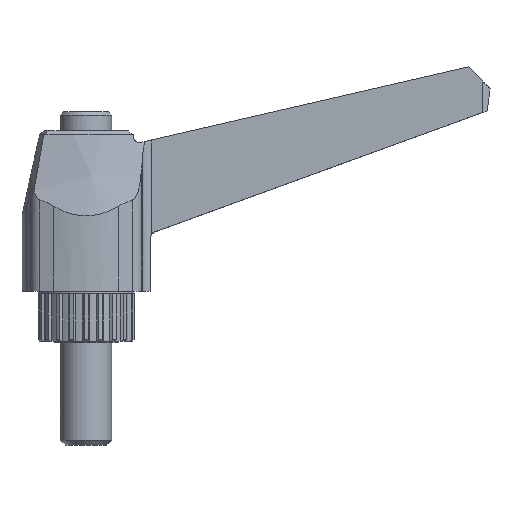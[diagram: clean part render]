
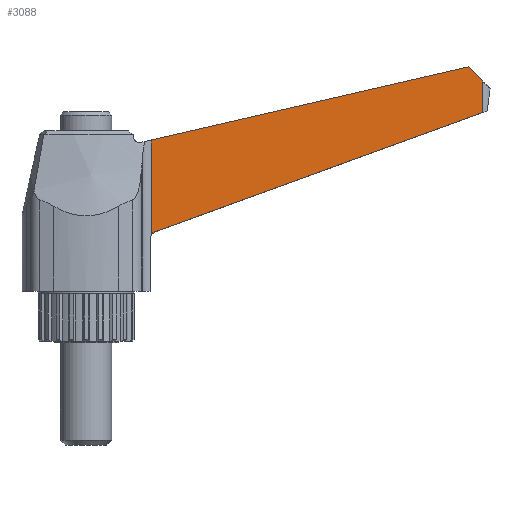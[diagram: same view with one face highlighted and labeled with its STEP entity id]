
A CAD part, top view. The second image highlights one B-rep face of the part: STEP entity #3088.
In plain terms, the highlighted planar face has unit normal (0.035, 0, 0.999).
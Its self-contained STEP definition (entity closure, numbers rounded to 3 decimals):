
#19=ELLIPSE('',#3403,1.201,1.2);
#406=LINE('',#5305,#647);
#411=LINE('',#5390,#652);
#413=LINE('',#5397,#654);
#414=LINE('',#5399,#655);
#415=LINE('',#5400,#656);
#647=VECTOR('',#4181,50.801);
#652=VECTOR('',#4200,14.809);
#654=VECTOR('',#4208,54.369);
#655=VECTOR('',#4209,4.92);
#656=VECTOR('',#4210,3.123);
#803=FACE_OUTER_BOUND('',#984,.T.);
#984=EDGE_LOOP('',(#2660,#2661,#2662,#2663,#2664,#2665));
#1452=VERTEX_POINT('',#5302);
#1453=VERTEX_POINT('',#5304);
#1464=VERTEX_POINT('',#5383);
#1465=VERTEX_POINT('',#5394);
#1466=VERTEX_POINT('',#5396);
#1467=VERTEX_POINT('',#5398);
#1882=EDGE_CURVE('',#1452,#1453,#406,.T.);
#1899=EDGE_CURVE('',#1452,#1464,#411,.T.);
#1901=EDGE_CURVE('',#1464,#1465,#19,.T.);
#1902=EDGE_CURVE('',#1466,#1465,#413,.T.);
#1903=EDGE_CURVE('',#1467,#1466,#414,.T.);
#1904=EDGE_CURVE('',#1453,#1467,#415,.T.);
#2660=ORIENTED_EDGE('',*,*,#1901,.T.);
#2661=ORIENTED_EDGE('',*,*,#1902,.F.);
#2662=ORIENTED_EDGE('',*,*,#1903,.F.);
#2663=ORIENTED_EDGE('',*,*,#1904,.F.);
#2664=ORIENTED_EDGE('',*,*,#1882,.F.);
#2665=ORIENTED_EDGE('',*,*,#1899,.T.);
#2928=PLANE('',#3402);
#3088=ADVANCED_FACE('',(#803),#2928,.F.);
#3402=AXIS2_PLACEMENT_3D('',#5393,#4204,#4205);
#3403=AXIS2_PLACEMENT_3D('',#5395,#4206,#4207);
#4181=DIRECTION('',(0.974,0.225,-0.035));
#4200=DIRECTION('',(0.,-1.,0.));
#4204=DIRECTION('center_axis',(-0.036,0.,-0.999));
#4205=DIRECTION('ref_axis',(-0.999,0.,0.036));
#4206=DIRECTION('center_axis',(-0.036,0.,-0.999));
#4207=DIRECTION('ref_axis',(0.999,0.,-0.036));
#4208=DIRECTION('',(-0.939,-0.342,0.033));
#4209=DIRECTION('',(0.,-1.,0.));
#4210=DIRECTION('',(0.707,-0.707,-0.025));
#5302=CARTESIAN_POINT('',(10.173,31.589,5.711));
#5304=CARTESIAN_POINT('',(59.645,43.,3.953));
#5305=CARTESIAN_POINT('',(10.173,31.589,5.711));
#5383=CARTESIAN_POINT('',(10.173,16.78,5.711));
#5390=CARTESIAN_POINT('',(10.173,31.589,5.711));
#5393=CARTESIAN_POINT('Origin',(10.173,43.1,5.711));
#5394=CARTESIAN_POINT('',(10.791,17.287,5.689));
#5395=CARTESIAN_POINT('Origin',(11.201,16.16,5.675));
#5396=CARTESIAN_POINT('',(61.853,35.872,3.874));
#5397=CARTESIAN_POINT('',(61.853,35.872,3.874));
#5398=CARTESIAN_POINT('',(61.853,40.792,3.874));
#5399=CARTESIAN_POINT('',(61.853,40.792,3.874));
#5400=CARTESIAN_POINT('',(59.645,43.,3.953));
